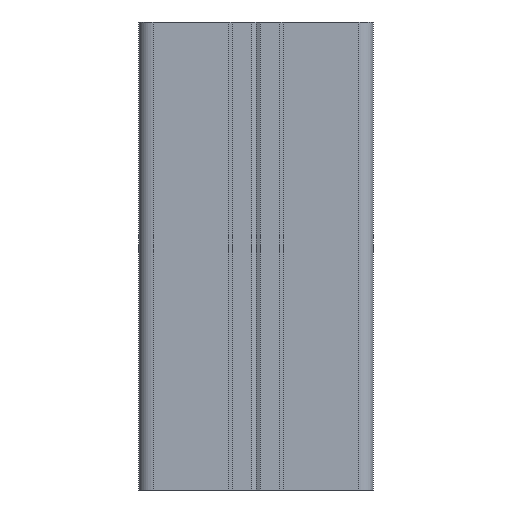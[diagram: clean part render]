
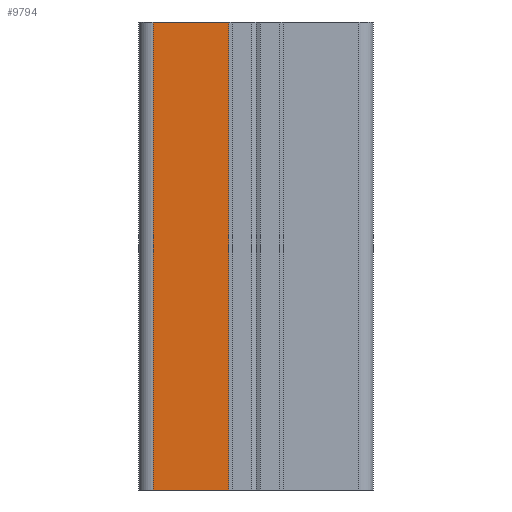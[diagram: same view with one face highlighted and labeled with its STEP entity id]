
A CAD part, front view. The second image highlights one B-rep face of the part: STEP entity #9794.
In plain terms, the highlighted planar face has unit normal (0, -1, 0).
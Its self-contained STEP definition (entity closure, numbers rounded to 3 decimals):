
#156 = CARTESIAN_POINT ( 'NONE',  ( -5.8, -75., 100. ) ) ;
#160 = CARTESIAN_POINT ( 'NONE',  ( -22., -75., 100. ) ) ;
#161 = DIRECTION ( 'NONE',  ( 1., 0., 0. ) ) ;
#162 = VECTOR ( 'NONE', #161, 1000. ) ;
#163 = CARTESIAN_POINT ( 'NONE',  ( -5.8, -75., 100. ) ) ;
#164 = LINE ( 'NONE', #163, #162 ) ;
#1675 = LINE ( 'NONE', #1729, #1728 ) ;
#1676 = DIRECTION ( 'NONE',  ( 0., 0., -1. ) ) ;
#1677 = VECTOR ( 'NONE', #1676, 1000. ) ;
#1678 = CARTESIAN_POINT ( 'NONE',  ( -22., -75., 100. ) ) ;
#1679 = FACE_OUTER_BOUND ( 'NONE', #9741, .T. ) ;
#1684 = LINE ( 'NONE', #1678, #1677 ) ;
#1720 = DIRECTION ( 'NONE',  ( -1., 0., 0. ) ) ;
#1721 = DIRECTION ( 'NONE',  ( 0., 1., 0. ) ) ;
#1722 = CARTESIAN_POINT ( 'NONE',  ( -5.8, -75., 100. ) ) ;
#1723 = AXIS2_PLACEMENT_3D ( 'NONE', #1722, #1721, #1720 ) ;
#1725 = PLANE ( 'NONE',  #1723 ) ;
#1727 = DIRECTION ( 'NONE',  ( 0., 0., -1. ) ) ;
#1728 = VECTOR ( 'NONE', #1727, 1000. ) ;
#1729 = CARTESIAN_POINT ( 'NONE',  ( -5.8, -75., 100. ) ) ;
#8202 = VERTEX_POINT ( 'NONE', #16229 ) ;
#8206 = EDGE_CURVE ( 'NONE', #8202, #8214, #16272, .T. ) ;
#8214 = VERTEX_POINT ( 'NONE', #16266 ) ;
#8869 = EDGE_CURVE ( 'NONE', #8871, #8877, #164, .T. ) ;
#8871 = VERTEX_POINT ( 'NONE', #160 ) ;
#8877 = VERTEX_POINT ( 'NONE', #156 ) ;
#9741 = EDGE_LOOP ( 'NONE', ( #9795, #9793, #9797, #9778 ) ) ;
#9778 = ORIENTED_EDGE ( 'NONE', *, *, #9784, .T. ) ;
#9784 = EDGE_CURVE ( 'NONE', #8871, #8202, #1684, .T. ) ;
#9792 = EDGE_CURVE ( 'NONE', #8877, #8214, #1675, .T. ) ;
#9793 = ORIENTED_EDGE ( 'NONE', *, *, #9792, .F. ) ;
#9794 = ADVANCED_FACE ( 'NONE', ( #1679 ), #1725, .F. ) ;
#9795 = ORIENTED_EDGE ( 'NONE', *, *, #8206, .T. ) ;
#9797 = ORIENTED_EDGE ( 'NONE', *, *, #8869, .F. ) ;
#16229 = CARTESIAN_POINT ( 'NONE',  ( -22., -75., 0. ) ) ;
#16262 = DIRECTION ( 'NONE',  ( 1., 0., 0. ) ) ;
#16263 = VECTOR ( 'NONE', #16262, 1000. ) ;
#16264 = CARTESIAN_POINT ( 'NONE',  ( -5.8, -75., 0. ) ) ;
#16266 = CARTESIAN_POINT ( 'NONE',  ( -5.8, -75., 0. ) ) ;
#16272 = LINE ( 'NONE', #16264, #16263 ) ;
